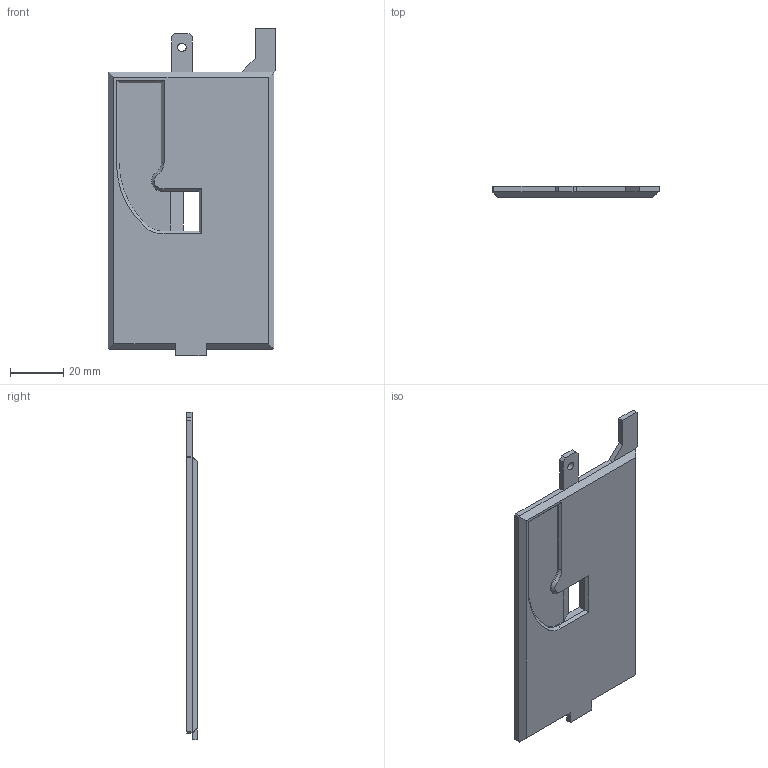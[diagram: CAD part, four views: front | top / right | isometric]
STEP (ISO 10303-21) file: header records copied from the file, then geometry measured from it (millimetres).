
FILE_DESCRIPTION(/* description */ (''),/* implementation_level */ '2;1');
FILE_NAME(/* name */ 'rak-top.stp',/* time_stamp */ '2025-07-28T20:52:22+10:00',/* author */ ('vboxuser'),/* organization */ (''),/* preprocessor_version */ 'ST-DEVELOPER v20',/* originating_system */ 'Autodesk Inventor 2025',/* authorisation */ '');
FILE_SCHEMA (('AUTOMOTIVE_DESIGN { 1 0 10303 214 3 1 1 }'));
Length unit declared in the file: millimetre
Products named in the file (1): rak-top
Bounding box: 63.05 x 4 x 123.5 mm (x, y, z)
Volume: 24102 mm3; surface area: 14741.3 mm2
Topology: 1 solids, 1 shells, 55 faces, 145 edges, 92 vertices
Faces by surface type: plane 46, cylinder 5, cone 4
Full cylindrical faces by diameter (mm): 3.2 x1
Entity records: 1712 total; most frequent: CARTESIAN_POINT 293, ORIENTED_EDGE 290, DIRECTION 271, EDGE_CURVE 145, LINE 131, VECTOR 131, VERTEX_POINT 92, AXIS2_PLACEMENT_3D 70
